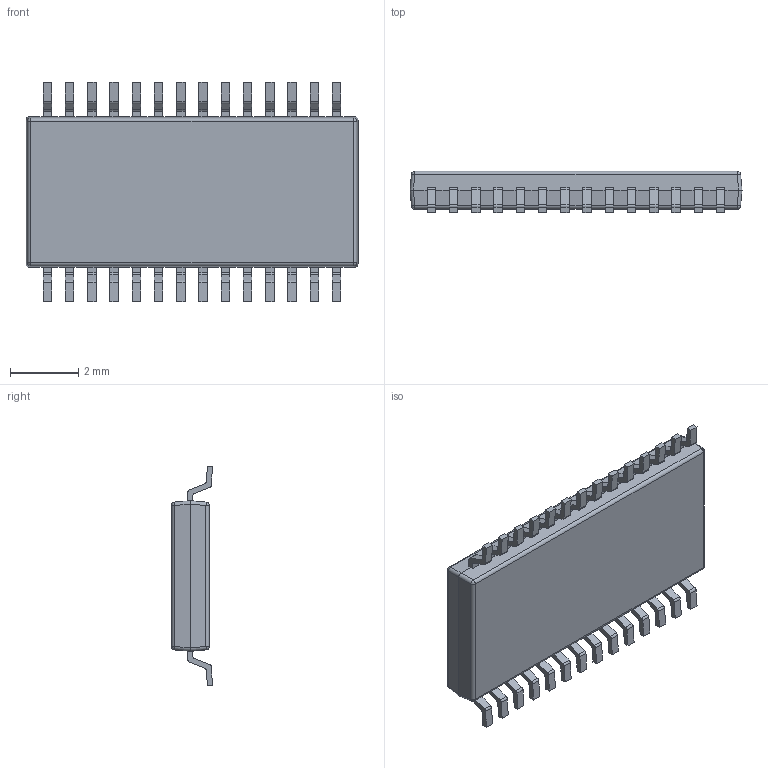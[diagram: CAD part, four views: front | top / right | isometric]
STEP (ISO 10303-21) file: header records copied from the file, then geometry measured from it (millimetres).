
FILE_DESCRIPTION (( 'STEP AP214' ), '1' );
FILE_NAME ('TSSOP-28.STEP', '2016-01-08T08:02:59', ( '' ), ( '' ), 'SwSTEP 2.0', 'SolidWorks 2015', '' );
FILE_SCHEMA (( 'AUTOMOTIVE_DESIGN' ));
Length unit declared in the file: millimetre
Products named in the file (1): TSSOP-28
Bounding box: 9.7 x 1.2 x 6.42 mm (x, y, z)
Volume: 47.5 mm3; surface area: 142.1 mm2
Topology: 1 solids, 1 shells, 401 faces, 1170 edges, 764 vertices
Faces by surface type: plane 263, cylinder 130, sphere 8
Entity records: 17203 total; most frequent: CARTESIAN_POINT 2340, ORIENTED_EDGE 2324, DIRECTION 2214, EDGE_CURVE 1162, VECTOR 906, LINE 906, VERTEX_POINT 764, AXIS2_PLACEMENT_3D 654
